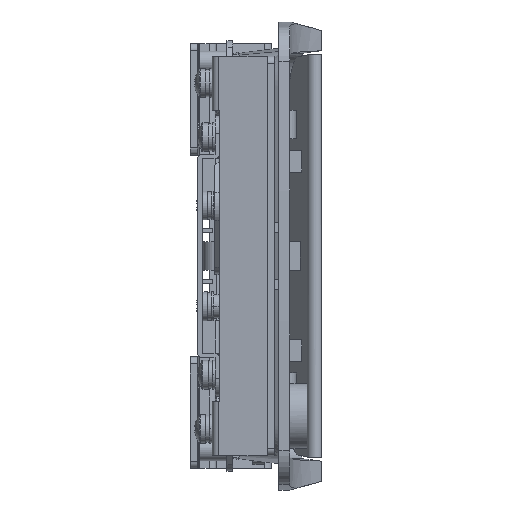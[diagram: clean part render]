
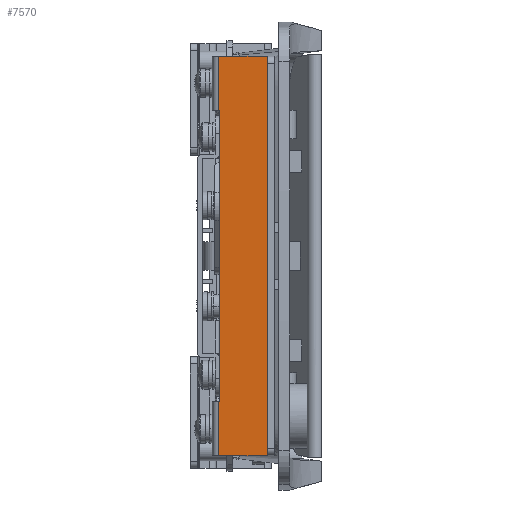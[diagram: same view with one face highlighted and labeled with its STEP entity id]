
A CAD part, front view. The second image highlights one B-rep face of the part: STEP entity #7570.
In plain terms, the highlighted face is planar.
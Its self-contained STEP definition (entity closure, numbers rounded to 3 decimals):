
#7311 = EDGE_LOOP ( 'NONE', ( #9552, #9554, #9553, #9555, #9556, #9557, #9558, #9559 ) ) ;
#7570 = ADVANCED_FACE ( 'NONE', ( #17707 ), #17973, .F. ) ;
#8905 = VERTEX_POINT ( 'NONE', #20923 ) ;
#8906 = VERTEX_POINT ( 'NONE', #20924 ) ;
#8907 = VERTEX_POINT ( 'NONE', #20925 ) ;
#8908 = VERTEX_POINT ( 'NONE', #20926 ) ;
#8909 = VERTEX_POINT ( 'NONE', #20927 ) ;
#8910 = VERTEX_POINT ( 'NONE', #20928 ) ;
#8911 = VERTEX_POINT ( 'NONE', #20929 ) ;
#9552 = ORIENTED_EDGE ( 'NONE', *, *, #10524, .F. ) ;
#9553 = ORIENTED_EDGE ( 'NONE', *, *, #10525, .F. ) ;
#9554 = ORIENTED_EDGE ( 'NONE', *, *, #10523, .F. ) ;
#9555 = ORIENTED_EDGE ( 'NONE', *, *, #10526, .T. ) ;
#9556 = ORIENTED_EDGE ( 'NONE', *, *, #10527, .T. ) ;
#9557 = ORIENTED_EDGE ( 'NONE', *, *, #10528, .F. ) ;
#9558 = ORIENTED_EDGE ( 'NONE', *, *, #10529, .F. ) ;
#9559 = ORIENTED_EDGE ( 'NONE', *, *, #10530, .F. ) ;
#9700 = VERTEX_POINT ( 'NONE', #21605 ) ;
#10523 = EDGE_CURVE ( 'NONE', #8907, #8905, #22208, .T. ) ;
#10524 = EDGE_CURVE ( 'NONE', #8905, #8906, #22211, .T. ) ;
#10525 = EDGE_CURVE ( 'NONE', #8908, #8907, #22214, .T. ) ;
#10526 = EDGE_CURVE ( 'NONE', #8908, #8909, #22217, .T. ) ;
#10527 = EDGE_CURVE ( 'NONE', #8909, #8910, #22220, .T. ) ;
#10528 = EDGE_CURVE ( 'NONE', #8911, #8910, #22223, .T. ) ;
#10529 = EDGE_CURVE ( 'NONE', #9700, #8911, #22226, .T. ) ;
#10530 = EDGE_CURVE ( 'NONE', #8906, #9700, #22229, .T. ) ;
#17707 = FACE_OUTER_BOUND ( 'NONE', #7311, .T. ) ;
#17710 = AXIS2_PLACEMENT_3D ( 'NONE', #17974, #17975, #17976 ) ;
#17973 = PLANE ( 'NONE',  #17710 ) ;
#17974 = CARTESIAN_POINT ( 'NONE',  ( 8.992, 0.174, 55.5 ) ) ;
#17975 = DIRECTION ( 'NONE',  ( -0.996, -0.087, 0. ) ) ;
#17976 = DIRECTION ( 'NONE',  ( 0.087, -0.996, 0. ) ) ;
#20853 = VECTOR ( 'NONE', #22219, 1000. ) ;
#20923 = CARTESIAN_POINT ( 'NONE',  ( 8.992, 0.174, 40.5 ) ) ;
#20924 = CARTESIAN_POINT ( 'NONE',  ( 9., 0.087, 40.5 ) ) ;
#20925 = CARTESIAN_POINT ( 'NONE',  ( 8.992, 0.174, 55.5 ) ) ;
#20926 = CARTESIAN_POINT ( 'NONE',  ( 10.171, -13.3, 55.5 ) ) ;
#20927 = CARTESIAN_POINT ( 'NONE',  ( 10.171, -13.3, -55.5 ) ) ;
#20928 = CARTESIAN_POINT ( 'NONE',  ( 8.992, 0.174, -55.5 ) ) ;
#20929 = CARTESIAN_POINT ( 'NONE',  ( 8.992, 0.174, -40.5 ) ) ;
#21605 = CARTESIAN_POINT ( 'NONE',  ( 9., 0.087, -40.5 ) ) ;
#22175 = VECTOR ( 'NONE', #22210, 1000. ) ;
#22176 = VECTOR ( 'NONE', #22213, 1000. ) ;
#22177 = VECTOR ( 'NONE', #22216, 1000. ) ;
#22208 = LINE ( 'NONE', #22209, #22175 ) ;
#22209 = CARTESIAN_POINT ( 'NONE',  ( 8.992, 0.174, 55.5 ) ) ;
#22210 = DIRECTION ( 'NONE',  ( 0., 0., -1. ) ) ;
#22211 = LINE ( 'NONE', #22212, #22176 ) ;
#22212 = CARTESIAN_POINT ( 'NONE',  ( 8.992, 0.174, 40.5 ) ) ;
#22213 = DIRECTION ( 'NONE',  ( 0.087, -0.996, 0. ) ) ;
#22214 = LINE ( 'NONE', #22215, #22177 ) ;
#22215 = CARTESIAN_POINT ( 'NONE',  ( 8.992, 0.174, 55.5 ) ) ;
#22216 = DIRECTION ( 'NONE',  ( -0.087, 0.996, 0. ) ) ;
#22217 = LINE ( 'NONE', #22218, #20853 ) ;
#22218 = CARTESIAN_POINT ( 'NONE',  ( 10.171, -13.3, 55.5 ) ) ;
#22219 = DIRECTION ( 'NONE',  ( 0., 0., -1. ) ) ;
#22220 = LINE ( 'NONE', #22221, #23343 ) ;
#22221 = CARTESIAN_POINT ( 'NONE',  ( 8.992, 0.174, -55.5 ) ) ;
#22222 = DIRECTION ( 'NONE',  ( -0.087, 0.996, 0. ) ) ;
#22223 = LINE ( 'NONE', #22224, #23345 ) ;
#22224 = CARTESIAN_POINT ( 'NONE',  ( 8.992, 0.174, 55.5 ) ) ;
#22225 = DIRECTION ( 'NONE',  ( 0., 0., -1. ) ) ;
#22226 = LINE ( 'NONE', #22227, #23346 ) ;
#22227 = CARTESIAN_POINT ( 'NONE',  ( 8.992, 0.174, -40.5 ) ) ;
#22228 = DIRECTION ( 'NONE',  ( -0.087, 0.996, 0. ) ) ;
#22229 = LINE ( 'NONE', #22230, #23348 ) ;
#22230 = CARTESIAN_POINT ( 'NONE',  ( 9., 0.087, 55.5 ) ) ;
#22231 = DIRECTION ( 'NONE',  ( 0., 0., -1. ) ) ;
#23343 = VECTOR ( 'NONE', #22222, 1000. ) ;
#23345 = VECTOR ( 'NONE', #22225, 1000. ) ;
#23346 = VECTOR ( 'NONE', #22228, 1000. ) ;
#23348 = VECTOR ( 'NONE', #22231, 1000. ) ;
